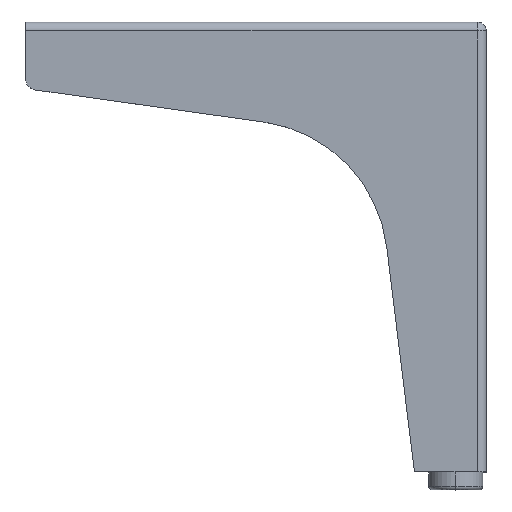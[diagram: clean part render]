
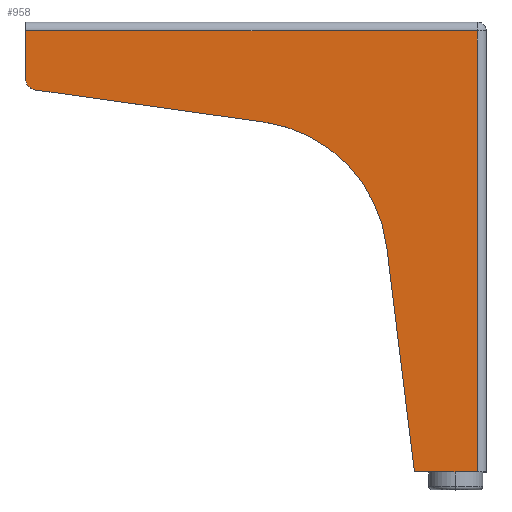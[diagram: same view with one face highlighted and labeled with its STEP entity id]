
A CAD part, top view. The second image highlights one B-rep face of the part: STEP entity #958.
In plain terms, the highlighted planar face has unit normal (0, 0, 1).
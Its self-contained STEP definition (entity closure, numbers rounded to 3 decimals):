
#127 = CARTESIAN_POINT ( 'NONE',  ( -128., 125., 0. ) ) ;
#137 = CIRCLE ( 'NONE', #1050, 3. ) ;
#138 = LINE ( 'NONE', #127, #978 ) ;
#145 = EDGE_CURVE ( 'NONE', #1610, #1529, #1605, .T. ) ;
#172 = LINE ( 'NONE', #267, #635 ) ;
#177 = DIRECTION ( 'NONE',  ( -0.122, 0.993, 0. ) ) ;
#189 = VECTOR ( 'NONE', #1483, 1000. ) ;
#195 = CARTESIAN_POINT ( 'NONE',  ( -27.669, 62.461, 0. ) ) ;
#196 = CARTESIAN_POINT ( 'NONE',  ( -61.804, 97.197, 0. ) ) ;
#267 = CARTESIAN_POINT ( 'NONE',  ( -2.5, 125., 0. ) ) ;
#278 = VERTEX_POINT ( 'NONE', #1561 ) ;
#299 = ORIENTED_EDGE ( 'NONE', *, *, #1515, .F. ) ;
#305 = CARTESIAN_POINT ( 'NONE',  ( -20., 0., 0. ) ) ;
#311 = CARTESIAN_POINT ( 'NONE',  ( -128., 109.108, 0. ) ) ;
#332 = EDGE_CURVE ( 'NONE', #780, #278, #464, .T. ) ;
#335 = DIRECTION ( 'NONE',  ( -1., 0., 0. ) ) ;
#343 = EDGE_CURVE ( 'NONE', #1137, #973, #1318, .T. ) ;
#348 = ORIENTED_EDGE ( 'NONE', *, *, #1068, .T. ) ;
#354 = DIRECTION ( 'NONE',  ( 0., 0., -1. ) ) ;
#400 = DIRECTION ( 'NONE',  ( 0., 1., 0. ) ) ;
#440 = VERTEX_POINT ( 'NONE', #195 ) ;
#463 = EDGE_CURVE ( 'NONE', #1317, #1529, #137, .T. ) ;
#464 = LINE ( 'NONE', #588, #1526 ) ;
#481 = CARTESIAN_POINT ( 'NONE',  ( 0., 125., 0. ) ) ;
#492 = CARTESIAN_POINT ( 'NONE',  ( -130.55, 106.858, 0. ) ) ;
#512 = ORIENTED_EDGE ( 'NONE', *, *, #145, .F. ) ;
#526 = EDGE_CURVE ( 'NONE', #973, #1317, #138, .T. ) ;
#543 = LINE ( 'NONE', #1165, #1122 ) ;
#577 = AXIS2_PLACEMENT_3D ( 'NONE', #1473, #354, #867 ) ;
#581 = DIRECTION ( 'NONE',  ( 1., 0., 0. ) ) ;
#588 = CARTESIAN_POINT ( 'NONE',  ( 0., 0., 0. ) ) ;
#635 = VECTOR ( 'NONE', #400, 1000. ) ;
#737 = CIRCLE ( 'NONE', #577, 40. ) ;
#757 = ORIENTED_EDGE ( 'NONE', *, *, #332, .T. ) ;
#764 = FACE_OUTER_BOUND ( 'NONE', #966, .T. ) ;
#776 = ORIENTED_EDGE ( 'NONE', *, *, #526, .T. ) ;
#780 = VERTEX_POINT ( 'NONE', #305 ) ;
#798 = CARTESIAN_POINT ( 'NONE',  ( -2.5, 122.5, 0. ) ) ;
#813 = CARTESIAN_POINT ( 'NONE',  ( -125.418, 106.137, 0. ) ) ;
#837 = DIRECTION ( 'NONE',  ( -1., 0., 0. ) ) ;
#867 = DIRECTION ( 'NONE',  ( -1., 0., 0. ) ) ;
#958 = ADVANCED_FACE ( 'NONE', ( #764 ), #1111, .F. ) ;
#964 = CARTESIAN_POINT ( 'NONE',  ( 0., 122.5, 0. ) ) ;
#965 = EDGE_CURVE ( 'NONE', #1610, #440, #737, .T. ) ;
#966 = EDGE_LOOP ( 'NONE', ( #776, #995, #512, #1191, #299, #757, #348, #1420 ) ) ;
#973 = VERTEX_POINT ( 'NONE', #1370 ) ;
#978 = VECTOR ( 'NONE', #992, 1000. ) ;
#981 = DIRECTION ( 'NONE',  ( 0., 0., -1. ) ) ;
#989 = DIRECTION ( 'NONE',  ( -1., 0., 0. ) ) ;
#992 = DIRECTION ( 'NONE',  ( 0., -1., 0. ) ) ;
#995 = ORIENTED_EDGE ( 'NONE', *, *, #463, .T. ) ;
#1050 = AXIS2_PLACEMENT_3D ( 'NONE', #1064, #1076, #837 ) ;
#1064 = CARTESIAN_POINT ( 'NONE',  ( -125., 109.108, 0. ) ) ;
#1068 = EDGE_CURVE ( 'NONE', #278, #1137, #172, .T. ) ;
#1076 = DIRECTION ( 'NONE',  ( 0., 0., 1. ) ) ;
#1111 = PLANE ( 'NONE',  #1272 ) ;
#1122 = VECTOR ( 'NONE', #177, 1000. ) ;
#1137 = VERTEX_POINT ( 'NONE', #798 ) ;
#1165 = CARTESIAN_POINT ( 'NONE',  ( -36.724, 136.207, 0. ) ) ;
#1167 = VECTOR ( 'NONE', #335, 1000. ) ;
#1191 = ORIENTED_EDGE ( 'NONE', *, *, #965, .T. ) ;
#1272 = AXIS2_PLACEMENT_3D ( 'NONE', #481, #981, #989 ) ;
#1317 = VERTEX_POINT ( 'NONE', #311 ) ;
#1318 = LINE ( 'NONE', #964, #1167 ) ;
#1370 = CARTESIAN_POINT ( 'NONE',  ( -128., 122.5, 0. ) ) ;
#1420 = ORIENTED_EDGE ( 'NONE', *, *, #343, .T. ) ;
#1473 = CARTESIAN_POINT ( 'NONE',  ( -67.371, 57.586, 0. ) ) ;
#1483 = DIRECTION ( 'NONE',  ( -0.99, 0.139, 0. ) ) ;
#1515 = EDGE_CURVE ( 'NONE', #780, #440, #543, .T. ) ;
#1526 = VECTOR ( 'NONE', #581, 1000. ) ;
#1529 = VERTEX_POINT ( 'NONE', #813 ) ;
#1561 = CARTESIAN_POINT ( 'NONE',  ( -2.5, 0., 0. ) ) ;
#1605 = LINE ( 'NONE', #492, #189 ) ;
#1610 = VERTEX_POINT ( 'NONE', #196 ) ;
